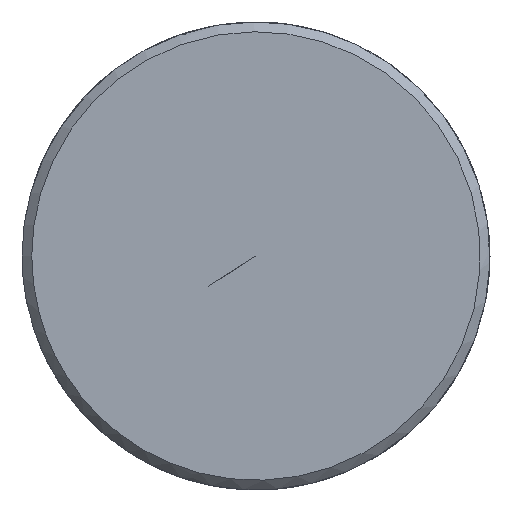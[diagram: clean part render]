
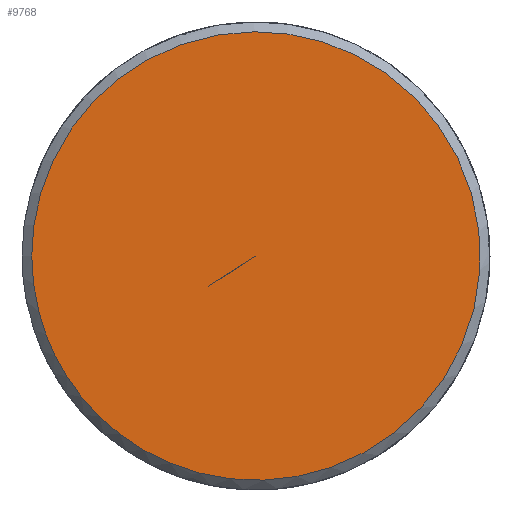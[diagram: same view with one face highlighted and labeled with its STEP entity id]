
A CAD part, left-side view. The second image highlights one B-rep face of the part: STEP entity #9768.
In plain terms, the highlighted free-form (B-spline) face has degree [5, 1] with [6, 2] control points.
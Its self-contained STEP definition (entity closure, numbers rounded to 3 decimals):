
#9696 = CARTESIAN_POINT ('', (-84., 5.75, 0.));
#9697 = VERTEX_POINT ('', #9696);
#9705 = CARTESIAN_POINT ('', (-84., 5.75, 0.));
#9706 = CARTESIAN_POINT ('', (-84., 5.75, 23.));
#9707 = CARTESIAN_POINT ('', (-84., -17.25, 11.5));
#9708 = CARTESIAN_POINT ('', (-84., -17.25, -11.5));
#9709 = CARTESIAN_POINT ('', (-84., 5.75, -23.));
#9710 = CARTESIAN_POINT ('', (-84., 5.75, 0.));
#9711 = (
   BOUNDED_CURVE ()
   B_SPLINE_CURVE (5, (#9705, #9706, #9707, #9708, #9709, #9710), .UNSPECIFIED., .T., .U.)
   B_SPLINE_CURVE_WITH_KNOTS ((6, 6), (0., 1.), .UNSPECIFIED.)
   CURVE ()
   GEOMETRIC_REPRESENTATION_ITEM ()
   RATIONAL_B_SPLINE_CURVE ((5., 1., 1., 1., 1., 5.))
   REPRESENTATION_ITEM ('')
);
#9712 = EDGE_CURVE ('', #9697, #9697, #9711, .T.);
#9744 = CARTESIAN_POINT ('', (-84., 0., 0.));
#9745 = VERTEX_POINT ('', #9744);
#9746 = CARTESIAN_POINT ('', (-84., 0., 0.));
#9747 = CARTESIAN_POINT ('', (-84., 5.75, 0.));
#9748 = B_SPLINE_CURVE_WITH_KNOTS ('', 1, (#9746, #9747), .UNSPECIFIED., .F., .U., (2, 2), (0., 1.), .UNSPECIFIED.);
#9749 = EDGE_CURVE ('', #9745, #9697, #9748, .T.);
#9750 = ORIENTED_EDGE ('', *, *, #9749, .F.);
#9751 = ORIENTED_EDGE ('', *, *, #9749, .T.);
#9752 = ORIENTED_EDGE ('', *, *, #9712, .F.);
#9753 = EDGE_LOOP ('', (#9750, #9751, #9752));
#9754 = FACE_OUTER_BOUND ('', #9753, .T.);
#9755 = CARTESIAN_POINT ('', (-84., 0., 0.));
#9756 = CARTESIAN_POINT ('', (-84., 5.75, 0.));
#9757 = CARTESIAN_POINT ('', (-84., 0., 0.));
#9758 = CARTESIAN_POINT ('', (-84., 5.75, 23.));
#9759 = CARTESIAN_POINT ('', (-84., 0., 0.));
#9760 = CARTESIAN_POINT ('', (-84., -17.25, 11.5));
#9761 = CARTESIAN_POINT ('', (-84., 0., 0.));
#9762 = CARTESIAN_POINT ('', (-84., -17.25, -11.5));
#9763 = CARTESIAN_POINT ('', (-84., 0., 0.));
#9764 = CARTESIAN_POINT ('', (-84., 5.75, -23.));
#9765 = CARTESIAN_POINT ('', (-84., 0., 0.));
#9766 = CARTESIAN_POINT ('', (-84., 5.75, 0.));
#9767 = (
   BOUNDED_SURFACE ()
   B_SPLINE_SURFACE (5, 1, ((#9755, #9756), (#9757, #9758), (#9759, #9760), (#9761, #9762), (#9763, #9764), (#9765, #9766)), .UNSPECIFIED., .T., .F., .U.)
   B_SPLINE_SURFACE_WITH_KNOTS ((6, 6), (2, 2), (0., 1.), (0., 1.), .UNSPECIFIED.)
   SURFACE ()
   GEOMETRIC_REPRESENTATION_ITEM ()
   RATIONAL_B_SPLINE_SURFACE (((5., 5.), (1., 1.), (1., 1.), (1., 1.), (1., 1.), (5., 5.)))
   REPRESENTATION_ITEM ('')
);
#9768 = ADVANCED_FACE ('', (#9754), #9767, .T.);
